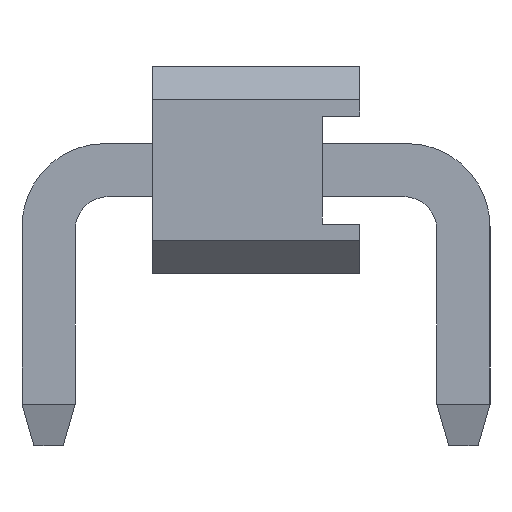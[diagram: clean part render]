
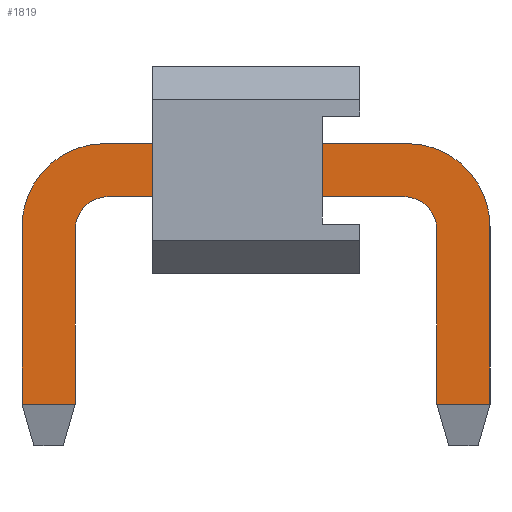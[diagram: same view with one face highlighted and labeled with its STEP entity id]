
A CAD part, left-side view. The second image highlights one B-rep face of the part: STEP entity #1819.
In plain terms, the highlighted planar face has unit normal (-1, 0, 0).
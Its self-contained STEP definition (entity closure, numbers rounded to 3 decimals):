
#26=CIRCLE('',#1942,1.);
#27=CIRCLE('',#1943,1.);
#28=CIRCLE('',#1944,0.4);
#29=CIRCLE('',#1945,0.4);
#470=ORIENTED_EDGE('',*,*,#772,.T.);
#471=ORIENTED_EDGE('',*,*,#773,.F.);
#472=ORIENTED_EDGE('',*,*,#774,.F.);
#473=ORIENTED_EDGE('',*,*,#775,.F.);
#474=ORIENTED_EDGE('',*,*,#776,.F.);
#475=ORIENTED_EDGE('',*,*,#777,.F.);
#476=ORIENTED_EDGE('',*,*,#778,.T.);
#477=ORIENTED_EDGE('',*,*,#779,.F.);
#478=ORIENTED_EDGE('',*,*,#780,.T.);
#479=ORIENTED_EDGE('',*,*,#781,.F.);
#480=ORIENTED_EDGE('',*,*,#782,.T.);
#481=ORIENTED_EDGE('',*,*,#783,.F.);
#772=EDGE_CURVE('',#956,#957,#1182,.T.);
#773=EDGE_CURVE('',#958,#957,#1183,.T.);
#774=EDGE_CURVE('',#959,#958,#26,.T.);
#775=EDGE_CURVE('',#960,#959,#1184,.T.);
#776=EDGE_CURVE('',#961,#960,#27,.T.);
#777=EDGE_CURVE('',#962,#961,#1185,.T.);
#778=EDGE_CURVE('',#962,#963,#1186,.T.);
#779=EDGE_CURVE('',#964,#963,#1187,.T.);
#780=EDGE_CURVE('',#964,#965,#28,.T.);
#781=EDGE_CURVE('',#966,#965,#1188,.T.);
#782=EDGE_CURVE('',#966,#967,#29,.T.);
#783=EDGE_CURVE('',#956,#967,#1189,.T.);
#956=VERTEX_POINT('',#2853);
#957=VERTEX_POINT('',#2854);
#958=VERTEX_POINT('',#2856);
#959=VERTEX_POINT('',#2858);
#960=VERTEX_POINT('',#2860);
#961=VERTEX_POINT('',#2862);
#962=VERTEX_POINT('',#2864);
#963=VERTEX_POINT('',#2866);
#964=VERTEX_POINT('',#2868);
#965=VERTEX_POINT('',#2870);
#966=VERTEX_POINT('',#2872);
#967=VERTEX_POINT('',#2874);
#1182=LINE('',#2852,#1424);
#1183=LINE('',#2855,#1425);
#1184=LINE('',#2859,#1426);
#1185=LINE('',#2863,#1427);
#1186=LINE('',#2865,#1428);
#1187=LINE('',#2867,#1429);
#1188=LINE('',#2871,#1430);
#1189=LINE('',#2875,#1431);
#1424=VECTOR('',#2330,1000.);
#1425=VECTOR('',#2331,1000.);
#1426=VECTOR('',#2334,1000.);
#1427=VECTOR('',#2337,1000.);
#1428=VECTOR('',#2338,1000.);
#1429=VECTOR('',#2339,1000.);
#1430=VECTOR('',#2342,1000.);
#1431=VECTOR('',#2345,1000.);
#1541=EDGE_LOOP('',(#470,#471,#472,#473,#474,#475,#476,#477,#478,#479,#480,
#481));
#1643=FACE_BOUND('',#1541,.T.);
#1733=PLANE('',#1941);
#1819=ADVANCED_FACE('',(#1643),#1733,.F.);
#1941=AXIS2_PLACEMENT_3D('',#2851,#2328,#2329);
#1942=AXIS2_PLACEMENT_3D('',#2857,#2332,#2333);
#1943=AXIS2_PLACEMENT_3D('',#2861,#2335,#2336);
#1944=AXIS2_PLACEMENT_3D('',#2869,#2340,#2341);
#1945=AXIS2_PLACEMENT_3D('',#2873,#2343,#2344);
#2328=DIRECTION('',(1.,0.,0.));
#2329=DIRECTION('',(0.,0.,-1.));
#2330=DIRECTION('',(0.,-1.,0.));
#2331=DIRECTION('',(0.,0.,-1.));
#2332=DIRECTION('',(1.,0.,0.));
#2333=DIRECTION('',(0.,0.,-1.));
#2334=DIRECTION('',(0.,-1.,0.));
#2335=DIRECTION('',(1.,0.,0.));
#2336=DIRECTION('',(0.,0.,-1.));
#2337=DIRECTION('',(0.,0.,1.));
#2338=DIRECTION('',(0.,-1.,0.));
#2339=DIRECTION('',(0.,0.,-1.));
#2340=DIRECTION('',(1.,0.,0.));
#2341=DIRECTION('',(0.,0.,-1.));
#2342=DIRECTION('',(0.,1.,0.));
#2343=DIRECTION('',(1.,0.,0.));
#2344=DIRECTION('',(0.,0.,-1.));
#2345=DIRECTION('',(0.,0.,1.));
#2851=CARTESIAN_POINT('',(-0.32,3.03,-0.72));
#2852=CARTESIAN_POINT('',(-0.32,-0.93,-2.82));
#2853=CARTESIAN_POINT('',(-0.32,-0.93,-2.82));
#2854=CARTESIAN_POINT('',(-0.32,-1.57,-2.82));
#2855=CARTESIAN_POINT('',(-0.32,-1.57,-0.68));
#2856=CARTESIAN_POINT('',(-0.32,-1.57,-0.68));
#2857=CARTESIAN_POINT('',(-0.32,-0.57,-0.68));
#2858=CARTESIAN_POINT('',(-0.32,-0.57,0.32));
#2859=CARTESIAN_POINT('',(-0.32,3.07,0.32));
#2860=CARTESIAN_POINT('',(-0.32,3.07,0.32));
#2861=CARTESIAN_POINT('',(-0.32,3.07,-0.68));
#2862=CARTESIAN_POINT('',(-0.32,4.07,-0.68));
#2863=CARTESIAN_POINT('',(-0.32,4.07,-2.82));
#2864=CARTESIAN_POINT('',(-0.32,4.07,-2.82));
#2865=CARTESIAN_POINT('',(-0.32,4.07,-2.82));
#2866=CARTESIAN_POINT('',(-0.32,3.43,-2.82));
#2867=CARTESIAN_POINT('',(-0.32,3.43,-0.72));
#2868=CARTESIAN_POINT('',(-0.32,3.43,-0.72));
#2869=CARTESIAN_POINT('',(-0.32,3.03,-0.72));
#2870=CARTESIAN_POINT('',(-0.32,3.03,-0.32));
#2871=CARTESIAN_POINT('',(-0.32,1.5,-0.32));
#2872=CARTESIAN_POINT('',(-0.32,-0.53,-0.32));
#2873=CARTESIAN_POINT('',(-0.32,-0.53,-0.72));
#2874=CARTESIAN_POINT('',(-0.32,-0.93,-0.72));
#2875=CARTESIAN_POINT('',(-0.32,-0.93,-2.82));
